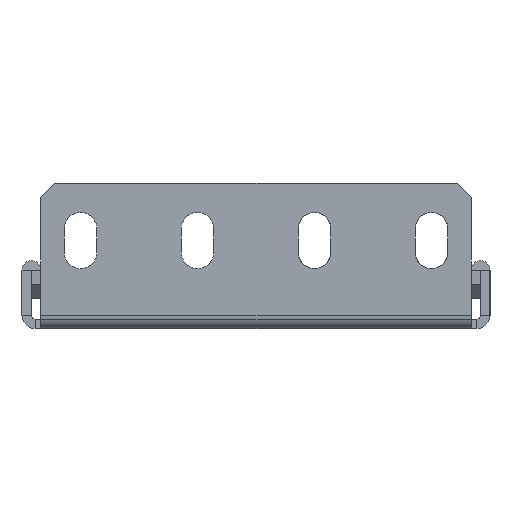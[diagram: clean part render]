
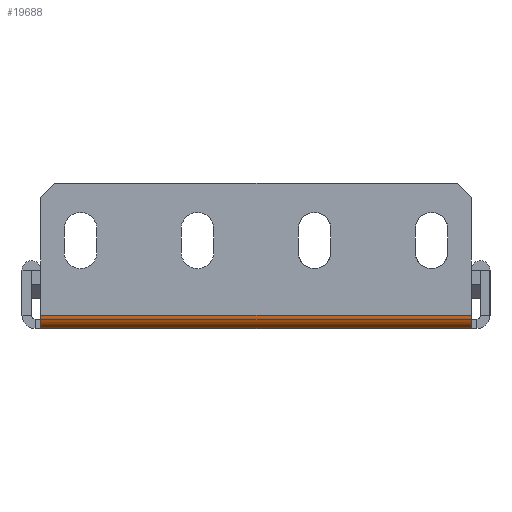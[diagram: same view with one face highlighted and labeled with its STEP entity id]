
A CAD part, left-side view. The second image highlights one B-rep face of the part: STEP entity #19688.
In plain terms, the highlighted cylindrical face has radius 2.8 mm (diameter 5.6 mm), a partial arc.
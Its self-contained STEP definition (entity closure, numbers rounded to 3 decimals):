
#1894=CARTESIAN_POINT('Vertex',(-349.25,46.,2.8)) ;
#1932=CARTESIAN_POINT('Vertex',(-349.25,-46.,2.8)) ;
#2355=CARTESIAN_POINT('Vertex',(-346.45,46.,0.)) ;
#2358=CARTESIAN_POINT('Axis2P3D Location',(-346.45,46.,2.8)) ;
#2375=CARTESIAN_POINT('Axis2P3D Location',(-346.45,-46.,2.8)) ;
#2379=CARTESIAN_POINT('Vertex',(-346.45,-46.,0.)) ;
#2406=CARTESIAN_POINT('Line Origine',(-349.25,0.,2.8)) ;
#19672=CARTESIAN_POINT('Axis2P3D Location',(-346.45,-46.,2.8)) ;
#19677=CARTESIAN_POINT('Line Origine',(-346.45,0.,0.)) ;
#2359=DIRECTION('Axis2P3D Direction',(0.,-1.,0.)) ;
#2376=DIRECTION('Axis2P3D Direction',(0.,-1.,0.)) ;
#2407=DIRECTION('Vector Direction',(0.,-1.,0.)) ;
#19673=DIRECTION('Axis2P3D Direction',(-0.,1.,0.)) ;
#19674=DIRECTION('Axis2P3D XDirection',(0.,0.,-1.)) ;
#19678=DIRECTION('Vector Direction',(0.,1.,0.)) ;
#2360=AXIS2_PLACEMENT_3D('Circle Axis2P3D',#2358,#2359,$) ;
#2377=AXIS2_PLACEMENT_3D('Circle Axis2P3D',#2375,#2376,$) ;
#19675=AXIS2_PLACEMENT_3D('Cylinder Axis2P3D',#19672,#19673,#19674) ;
#19683=ORIENTED_EDGE('',*,*,#19681,.F.) ;
#19684=ORIENTED_EDGE('',*,*,#2381,.T.) ;
#19685=ORIENTED_EDGE('',*,*,#2410,.T.) ;
#19686=ORIENTED_EDGE('',*,*,#2362,.F.) ;
#2408=VECTOR('Line Direction',#2407,1.) ;
#19679=VECTOR('Line Direction',#19678,1.) ;
#19688=ADVANCED_FACE('PartBody',(#19687),#19676,.T.) ;
#2361=CIRCLE('generated circle',#2360,2.8) ;
#2378=CIRCLE('generated circle',#2377,2.8) ;
#19676=CYLINDRICAL_SURFACE('generated cylinder',#19675,2.8) ;
#2362=EDGE_CURVE('',#2356,#1895,#2361,.F.) ;
#2381=EDGE_CURVE('',#2380,#1933,#2378,.F.) ;
#2410=EDGE_CURVE('',#1933,#1895,#2409,.F.) ;
#19681=EDGE_CURVE('',#2380,#2356,#19680,.T.) ;
#19682=EDGE_LOOP('',(#19683,#19684,#19685,#19686)) ;
#19687=FACE_OUTER_BOUND('',#19682,.T.) ;
#2409=LINE('Line',#2406,#2408) ;
#19680=LINE('Line',#19677,#19679) ;
#1895=VERTEX_POINT('',#1894) ;
#1933=VERTEX_POINT('',#1932) ;
#2356=VERTEX_POINT('',#2355) ;
#2380=VERTEX_POINT('',#2379) ;
